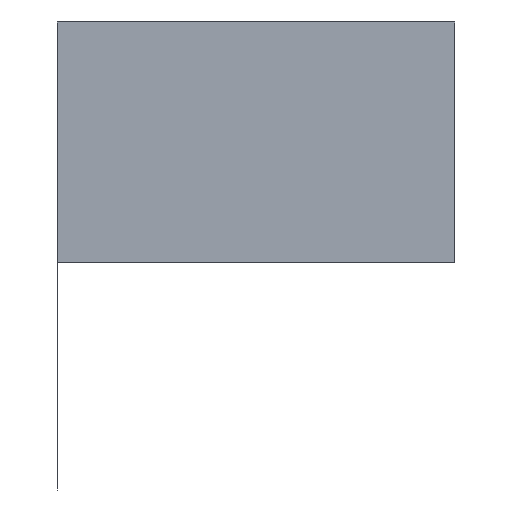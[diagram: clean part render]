
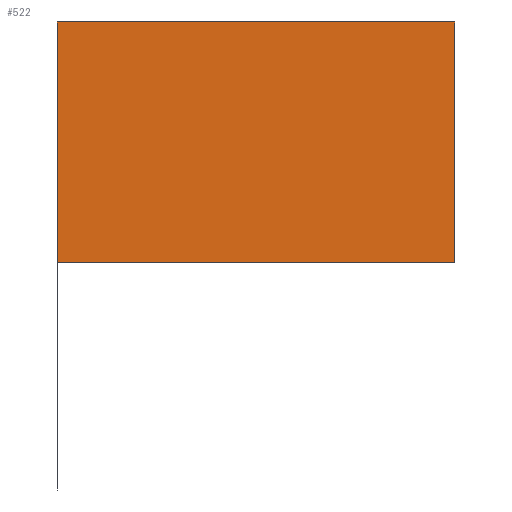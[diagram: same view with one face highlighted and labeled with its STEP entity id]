
A CAD part, left-side view. The second image highlights one B-rep face of the part: STEP entity #522.
In plain terms, the highlighted planar face has unit normal (-1, 0, 0).
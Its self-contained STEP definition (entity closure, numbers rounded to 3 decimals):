
#95 = EDGE_CURVE ( 'NONE', #1140, #1023, #435, .T. ) ;
#120 = DIRECTION ( 'NONE',  ( 0., 0., 1. ) ) ;
#144 = VECTOR ( 'NONE', #183, 1000. ) ;
#183 = DIRECTION ( 'NONE',  ( 0., -1., 0. ) ) ;
#188 = ORIENTED_EDGE ( 'NONE', *, *, #95, .T. ) ;
#238 = ORIENTED_EDGE ( 'NONE', *, *, #2069, .F. ) ;
#435 = LINE ( 'NONE', #1378, #921 ) ;
#436 = CARTESIAN_POINT ( 'NONE',  ( 0., 0., -12.24 ) ) ;
#490 = VECTOR ( 'NONE', #1759, 1000. ) ;
#495 = EDGE_CURVE ( 'NONE', #2071, #1140, #635, .T. ) ;
#522 = ADVANCED_FACE ( 'NONE', ( #863 ), #1475, .F. ) ;
#635 = LINE ( 'NONE', #790, #144 ) ;
#642 = CARTESIAN_POINT ( 'NONE',  ( 0., 20.2, -12.24 ) ) ;
#688 = DIRECTION ( 'NONE',  ( 0., 0., -1. ) ) ;
#790 = CARTESIAN_POINT ( 'NONE',  ( 0., 20.2, -12.24 ) ) ;
#823 = LINE ( 'NONE', #1307, #1064 ) ;
#863 = FACE_OUTER_BOUND ( 'NONE', #1639, .T. ) ;
#921 = VECTOR ( 'NONE', #120, 1000. ) ;
#960 = LINE ( 'NONE', #1284, #490 ) ;
#1023 = VERTEX_POINT ( 'NONE', #1088 ) ;
#1031 = CARTESIAN_POINT ( 'NONE',  ( 0., 20.2, 0. ) ) ;
#1064 = VECTOR ( 'NONE', #1633, 1000. ) ;
#1085 = VERTEX_POINT ( 'NONE', #1560 ) ;
#1088 = CARTESIAN_POINT ( 'NONE',  ( 0., 0., 0. ) ) ;
#1140 = VERTEX_POINT ( 'NONE', #436 ) ;
#1284 = CARTESIAN_POINT ( 'NONE',  ( 0., 20.2, 0. ) ) ;
#1307 = CARTESIAN_POINT ( 'NONE',  ( 0., 20.2, 0. ) ) ;
#1378 = CARTESIAN_POINT ( 'NONE',  ( 0., 0., 0. ) ) ;
#1389 = AXIS2_PLACEMENT_3D ( 'NONE', #1031, #1486, #688 ) ;
#1468 = ORIENTED_EDGE ( 'NONE', *, *, #495, .T. ) ;
#1475 = PLANE ( 'NONE',  #1389 ) ;
#1486 = DIRECTION ( 'NONE',  ( 1., 0., 0. ) ) ;
#1560 = CARTESIAN_POINT ( 'NONE',  ( 0., 20.2, 0. ) ) ;
#1633 = DIRECTION ( 'NONE',  ( 0., 0., 1. ) ) ;
#1637 = EDGE_CURVE ( 'NONE', #2071, #1085, #823, .T. ) ;
#1639 = EDGE_LOOP ( 'NONE', ( #188, #238, #1781, #1468 ) ) ;
#1759 = DIRECTION ( 'NONE',  ( 0., -1., 0. ) ) ;
#1781 = ORIENTED_EDGE ( 'NONE', *, *, #1637, .F. ) ;
#2069 = EDGE_CURVE ( 'NONE', #1085, #1023, #960, .T. ) ;
#2071 = VERTEX_POINT ( 'NONE', #642 ) ;
